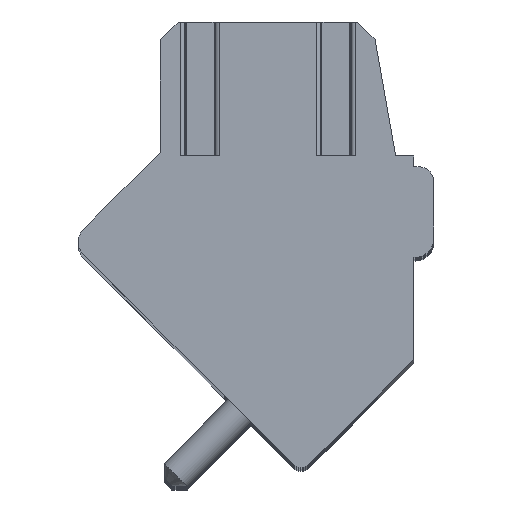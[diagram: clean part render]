
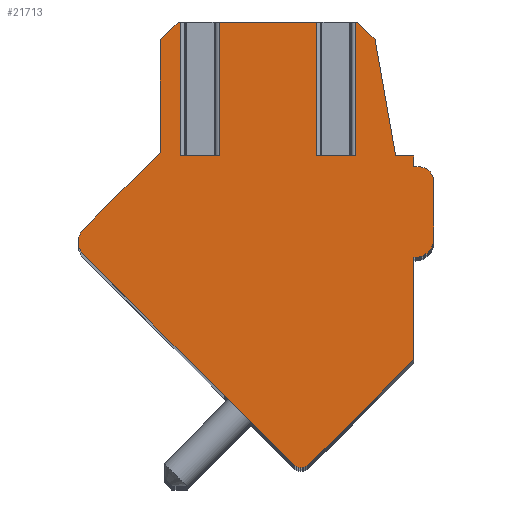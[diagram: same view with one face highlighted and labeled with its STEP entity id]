
A CAD part, top view. The second image highlights one B-rep face of the part: STEP entity #21713.
In plain terms, the highlighted planar face has unit normal (0, 0, 1).
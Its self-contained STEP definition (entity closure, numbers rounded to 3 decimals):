
#2764=DIRECTION('',(0.707,-0.707,0.));
#2765=VECTOR('',#2764,8.2);
#2766=CARTESIAN_POINT('',(-4.761,0.072,1.75));
#2767=LINE('',#2766,#2765);
#3200=DIRECTION('',(1.,0.,0.));
#3201=VECTOR('',#3200,1.07);
#3202=CARTESIAN_POINT('',(1.673,2.8,1.75));
#3203=LINE('',#3202,#3201);
#3204=DIRECTION('',(0.,1.,0.));
#3205=VECTOR('',#3204,3.7);
#3206=CARTESIAN_POINT('',(2.743,2.8,1.75));
#3207=LINE('',#3206,#3205);
#3208=DIRECTION('',(-1.,0.,0.));
#3209=VECTOR('',#3208,0.068);
#3210=CARTESIAN_POINT('',(2.811,6.5,1.75));
#3211=LINE('',#3210,#3209);
#3212=DIRECTION('',(-0.707,0.707,0.));
#3213=VECTOR('',#3212,0.677);
#3214=CARTESIAN_POINT('',(3.29,6.021,1.75));
#3215=LINE('',#3214,#3213);
#3216=DIRECTION('',(-0.174,0.985,0.));
#3217=VECTOR('',#3216,3.271);
#3218=CARTESIAN_POINT('',(3.858,2.8,1.75));
#3219=LINE('',#3218,#3217);
#3220=DIRECTION('',(-1.,0.,0.));
#3221=VECTOR('',#3220,0.5);
#3222=CARTESIAN_POINT('',(4.358,2.8,1.75));
#3223=LINE('',#3222,#3221);
#3224=DIRECTION('',(0.,1.,0.));
#3225=VECTOR('',#3224,0.3);
#3226=CARTESIAN_POINT('',(4.358,2.5,1.75));
#3227=LINE('',#3226,#3225);
#3228=DIRECTION('',(-1.,0.,0.));
#3229=VECTOR('',#3228,0.15);
#3230=CARTESIAN_POINT('',(4.508,2.5,1.75));
#3231=LINE('',#3230,#3229);
#3232=CARTESIAN_POINT('',(4.508,2.1,1.75));
#3233=DIRECTION('',(0.,0.,1.));
#3234=DIRECTION('',(1.,0.,0.));
#3235=AXIS2_PLACEMENT_3D('',#3232,#3233,#3234);
#3237=DIRECTION('',(0.,1.,0.));
#3238=VECTOR('',#3237,1.6);
#3239=CARTESIAN_POINT('',(4.908,0.5,1.75));
#3240=LINE('',#3239,#3238);
#3241=CARTESIAN_POINT('',(4.408,0.5,1.75));
#3242=DIRECTION('',(0.,0.,1.));
#3243=DIRECTION('',(0.,-1.,0.));
#3244=AXIS2_PLACEMENT_3D('',#3241,#3242,#3243);
#3246=DIRECTION('',(1.,0.,0.));
#3247=VECTOR('',#3246,0.05);
#3248=CARTESIAN_POINT('',(4.358,0.,1.75));
#3249=LINE('',#3248,#3247);
#3250=DIRECTION('',(0.,1.,0.));
#3251=VECTOR('',#3250,2.83);
#3252=CARTESIAN_POINT('',(4.358,-2.83,1.75));
#3253=LINE('',#3252,#3251);
#3254=DIRECTION('',(0.707,0.707,0.));
#3255=VECTOR('',#3254,4.096);
#3256=CARTESIAN_POINT('',(1.461,-5.727,1.75));
#3257=LINE('',#3256,#3255);
#3258=CARTESIAN_POINT('',(1.249,-5.515,1.75));
#3259=DIRECTION('',(0.,0.,1.));
#3260=DIRECTION('',(-0.707,-0.707,0.));
#3261=AXIS2_PLACEMENT_3D('',#3258,#3259,#3260);
#3263=CARTESIAN_POINT('',(-4.408,0.425,1.75));
#3264=DIRECTION('',(0.,0.,1.));
#3265=DIRECTION('',(-0.707,0.707,0.));
#3266=AXIS2_PLACEMENT_3D('',#3263,#3264,#3265);
#3268=DIRECTION('',(-0.707,-0.707,0.));
#3269=VECTOR('',#3268,2.997);
#3270=CARTESIAN_POINT('',(-2.642,2.898,1.75));
#3271=LINE('',#3270,#3269);
#3272=DIRECTION('',(0.,-1.,0.));
#3273=VECTOR('',#3272,3.111);
#3274=CARTESIAN_POINT('',(-2.642,6.009,1.75));
#3275=LINE('',#3274,#3273);
#3276=DIRECTION('',(-0.707,-0.707,0.));
#3277=VECTOR('',#3276,0.694);
#3278=CARTESIAN_POINT('',(-2.151,6.5,1.75));
#3279=LINE('',#3278,#3277);
#3280=DIRECTION('',(-1.,0.,0.));
#3281=VECTOR('',#3280,0.074);
#3282=CARTESIAN_POINT('',(-2.077,6.5,1.75));
#3283=LINE('',#3282,#3281);
#3284=DIRECTION('',(0.,1.,0.));
#3285=VECTOR('',#3284,3.7);
#3286=CARTESIAN_POINT('',(-2.077,2.8,1.75));
#3287=LINE('',#3286,#3285);
#3288=DIRECTION('',(1.,0.,0.));
#3289=VECTOR('',#3288,1.07);
#3290=CARTESIAN_POINT('',(-2.077,2.8,1.75));
#3291=LINE('',#3290,#3289);
#3292=DIRECTION('',(0.,1.,0.));
#3293=VECTOR('',#3292,3.7);
#3294=CARTESIAN_POINT('',(-1.007,2.8,1.75));
#3295=LINE('',#3294,#3293);
#3296=DIRECTION('',(-1.,0.,0.));
#3297=VECTOR('',#3296,2.68);
#3298=CARTESIAN_POINT('',(1.673,6.5,1.75));
#3299=LINE('',#3298,#3297);
#3300=DIRECTION('',(0.,1.,0.));
#3301=VECTOR('',#3300,3.7);
#3302=CARTESIAN_POINT('',(1.673,2.8,1.75));
#3303=LINE('',#3302,#3301);
#14146=CARTESIAN_POINT('',(1.673,2.8,1.75));
#14147=CARTESIAN_POINT('',(2.743,2.8,1.75));
#14148=VERTEX_POINT('',#14146);
#14149=VERTEX_POINT('',#14147);
#14150=CARTESIAN_POINT('',(2.743,6.5,1.75));
#14151=VERTEX_POINT('',#14150);
#14152=CARTESIAN_POINT('',(1.673,6.5,1.75));
#14153=VERTEX_POINT('',#14152);
#14166=CARTESIAN_POINT('',(-2.077,2.8,1.75));
#14167=CARTESIAN_POINT('',(-1.007,2.8,1.75));
#14168=VERTEX_POINT('',#14166);
#14169=VERTEX_POINT('',#14167);
#14170=CARTESIAN_POINT('',(-1.007,6.5,1.75));
#14171=VERTEX_POINT('',#14170);
#14172=CARTESIAN_POINT('',(-2.077,6.5,1.75));
#14173=VERTEX_POINT('',#14172);
#14264=CARTESIAN_POINT('',(1.037,-5.727,1.75));
#14265=CARTESIAN_POINT('',(1.461,-5.727,1.75));
#14266=VERTEX_POINT('',#14264);
#14267=VERTEX_POINT('',#14265);
#14268=CARTESIAN_POINT('',(4.358,-2.83,1.75));
#14269=VERTEX_POINT('',#14268);
#14270=CARTESIAN_POINT('',(4.358,0.,1.75));
#14271=VERTEX_POINT('',#14270);
#14272=CARTESIAN_POINT('',(4.408,0.,1.75));
#14273=VERTEX_POINT('',#14272);
#14274=CARTESIAN_POINT('',(4.908,0.5,1.75));
#14275=VERTEX_POINT('',#14274);
#14276=CARTESIAN_POINT('',(4.908,2.1,1.75));
#14277=VERTEX_POINT('',#14276);
#14278=CARTESIAN_POINT('',(4.508,2.5,1.75));
#14279=VERTEX_POINT('',#14278);
#14280=CARTESIAN_POINT('',(4.358,2.5,1.75));
#14281=VERTEX_POINT('',#14280);
#14282=CARTESIAN_POINT('',(4.358,2.8,1.75));
#14283=VERTEX_POINT('',#14282);
#14284=CARTESIAN_POINT('',(3.858,2.8,1.75));
#14285=VERTEX_POINT('',#14284);
#14286=CARTESIAN_POINT('',(3.29,6.021,1.75));
#14287=VERTEX_POINT('',#14286);
#14288=CARTESIAN_POINT('',(2.811,6.5,1.75));
#14289=VERTEX_POINT('',#14288);
#14290=CARTESIAN_POINT('',(-2.151,6.5,1.75));
#14291=CARTESIAN_POINT('',(-2.642,6.009,1.75));
#14292=VERTEX_POINT('',#14290);
#14293=VERTEX_POINT('',#14291);
#14294=CARTESIAN_POINT('',(-4.761,0.779,1.75));
#14295=CARTESIAN_POINT('',(-4.761,0.072,1.75));
#14296=VERTEX_POINT('',#14294);
#14297=VERTEX_POINT('',#14295);
#14302=CARTESIAN_POINT('',(-2.642,2.898,1.75));
#14304=VERTEX_POINT('',#14302);
#21670=CARTESIAN_POINT('',(0.,0.,1.75));
#21671=DIRECTION('',(0.,0.,1.));
#21672=DIRECTION('',(1.,0.,0.));
#21673=AXIS2_PLACEMENT_3D('',#21670,#21671,#21672);
#21674=PLANE('',#21673);
#21676=ORIENTED_EDGE('',*,*,#21675,.T.);
#21678=ORIENTED_EDGE('',*,*,#21677,.T.);
#21679=ORIENTED_EDGE('',*,*,#18182,.F.);
#21680=ORIENTED_EDGE('',*,*,#18446,.F.);
#21681=ORIENTED_EDGE('',*,*,#18460,.F.);
#21682=ORIENTED_EDGE('',*,*,#18474,.F.);
#21683=ORIENTED_EDGE('',*,*,#18623,.F.);
#21684=ORIENTED_EDGE('',*,*,#18639,.F.);
#21685=ORIENTED_EDGE('',*,*,#19311,.F.);
#21686=ORIENTED_EDGE('',*,*,#19578,.F.);
#21687=ORIENTED_EDGE('',*,*,#19845,.F.);
#21688=ORIENTED_EDGE('',*,*,#20112,.F.);
#21689=ORIENTED_EDGE('',*,*,#20386,.F.);
#21690=ORIENTED_EDGE('',*,*,#21093,.F.);
#21691=ORIENTED_EDGE('',*,*,#21319,.F.);
#21692=ORIENTED_EDGE('',*,*,#21144,.F.);
#21694=ORIENTED_EDGE('',*,*,#21693,.F.);
#21696=ORIENTED_EDGE('',*,*,#21695,.F.);
#21698=ORIENTED_EDGE('',*,*,#21697,.F.);
#21700=ORIENTED_EDGE('',*,*,#21699,.F.);
#21701=ORIENTED_EDGE('',*,*,#18214,.F.);
#21703=ORIENTED_EDGE('',*,*,#21702,.F.);
#21705=ORIENTED_EDGE('',*,*,#21704,.T.);
#21707=ORIENTED_EDGE('',*,*,#21706,.T.);
#21708=ORIENTED_EDGE('',*,*,#18198,.F.);
#21710=ORIENTED_EDGE('',*,*,#21709,.F.);
#21711=EDGE_LOOP('',(#21676,#21678,#21679,#21680,#21681,#21682,#21683,#21684,
#21685,#21686,#21687,#21688,#21689,#21690,#21691,#21692,#21694,#21696,#21698,
#21700,#21701,#21703,#21705,#21707,#21708,#21710));
#21712=FACE_OUTER_BOUND('',#21711,.F.);
#3236=CIRCLE('',#3235,0.4);
#3245=CIRCLE('',#3244,0.5);
#3262=CIRCLE('',#3261,0.3);
#3267=CIRCLE('',#3266,0.5);
#18182=EDGE_CURVE('',#14289,#14151,#3211,.T.);
#18198=EDGE_CURVE('',#14153,#14171,#3299,.T.);
#18214=EDGE_CURVE('',#14173,#14292,#3283,.T.);
#18446=EDGE_CURVE('',#14287,#14289,#3215,.T.);
#18460=EDGE_CURVE('',#14285,#14287,#3219,.T.);
#18474=EDGE_CURVE('',#14283,#14285,#3223,.T.);
#18623=EDGE_CURVE('',#14281,#14283,#3227,.T.);
#18639=EDGE_CURVE('',#14279,#14281,#3231,.T.);
#19311=EDGE_CURVE('',#14277,#14279,#3236,.T.);
#19578=EDGE_CURVE('',#14275,#14277,#3240,.T.);
#19845=EDGE_CURVE('',#14273,#14275,#3245,.T.);
#20112=EDGE_CURVE('',#14271,#14273,#3249,.T.);
#20386=EDGE_CURVE('',#14269,#14271,#3253,.T.);
#21093=EDGE_CURVE('',#14267,#14269,#3257,.T.);
#21144=EDGE_CURVE('',#14297,#14266,#2767,.T.);
#21319=EDGE_CURVE('',#14266,#14267,#3262,.T.);
#21675=EDGE_CURVE('',#14148,#14149,#3203,.T.);
#21677=EDGE_CURVE('',#14149,#14151,#3207,.T.);
#21693=EDGE_CURVE('',#14296,#14297,#3267,.T.);
#21695=EDGE_CURVE('',#14304,#14296,#3271,.T.);
#21697=EDGE_CURVE('',#14293,#14304,#3275,.T.);
#21699=EDGE_CURVE('',#14292,#14293,#3279,.T.);
#21702=EDGE_CURVE('',#14168,#14173,#3287,.T.);
#21704=EDGE_CURVE('',#14168,#14169,#3291,.T.);
#21706=EDGE_CURVE('',#14169,#14171,#3295,.T.);
#21709=EDGE_CURVE('',#14148,#14153,#3303,.T.);
#21713=ADVANCED_FACE('',(#21712),#21674,.T.);
